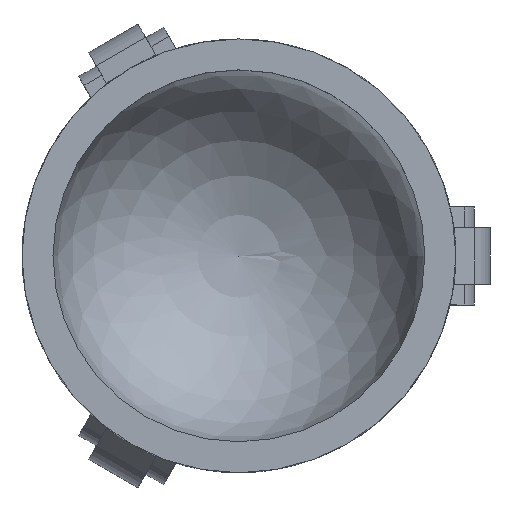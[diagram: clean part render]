
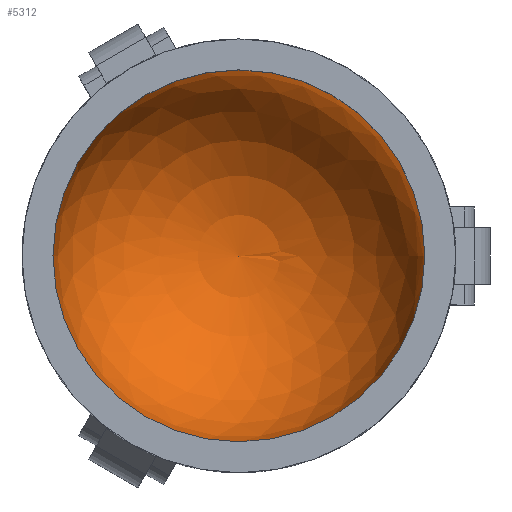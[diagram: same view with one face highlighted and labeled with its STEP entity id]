
A CAD part, top view. The second image highlights one B-rep face of the part: STEP entity #5312.
In plain terms, the highlighted spherical face has radius 18 mm.
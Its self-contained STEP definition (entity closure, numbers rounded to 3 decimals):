
#3369 = CYLINDRICAL_SURFACE('',#3370,18.);
#3370 = AXIS2_PLACEMENT_3D('',#3371,#3372,#3373);
#3371 = CARTESIAN_POINT('',(0.,0.,0.));
#3372 = DIRECTION('',(0.,0.,1.));
#3373 = DIRECTION('',(1.,0.,0.));
#5031 = EDGE_CURVE('',#5032,#5034,#5036,.T.);
#5032 = VERTEX_POINT('',#5033);
#5033 = CARTESIAN_POINT('',(-9.,-15.588,
    0.));
#5034 = VERTEX_POINT('',#5035);
#5035 = CARTESIAN_POINT('',(-9.,15.588,
    0.));
#5036 = SURFACE_CURVE('',#5037,(#5042,#5049),.PCURVE_S1.);
#5037 = CIRCLE('',#5038,18.);
#5038 = AXIS2_PLACEMENT_3D('',#5039,#5040,#5041);
#5039 = CARTESIAN_POINT('',(0.,0.,0.));
#5040 = DIRECTION('',(0.,0.,-1.));
#5041 = DIRECTION('',(1.,0.,0.));
#5042 = PCURVE('',#3369,#5043);
#5043 = DEFINITIONAL_REPRESENTATION('',(#5044),#5048);
#5044 = LINE('',#5045,#5046);
#5045 = CARTESIAN_POINT('',(0.,0.));
#5046 = VECTOR('',#5047,1.);
#5047 = DIRECTION('',(-1.,0.));
#5048 = ( GEOMETRIC_REPRESENTATION_CONTEXT(2) 
PARAMETRIC_REPRESENTATION_CONTEXT() REPRESENTATION_CONTEXT('2D SPACE',''
  ) );
#5049 = PCURVE('',#5050,#5055);
#5050 = SPHERICAL_SURFACE('',#5051,18.);
#5051 = AXIS2_PLACEMENT_3D('',#5052,#5053,#5054);
#5052 = CARTESIAN_POINT('',(0.,0.,0.));
#5053 = DIRECTION('',(0.,0.,1.));
#5054 = DIRECTION('',(1.,0.,0.));
#5055 = DEFINITIONAL_REPRESENTATION('',(#5056),#5060);
#5056 = LINE('',#5057,#5058);
#5057 = CARTESIAN_POINT('',(0.,0.));
#5058 = VECTOR('',#5059,1.);
#5059 = DIRECTION('',(-1.,0.));
#5060 = ( GEOMETRIC_REPRESENTATION_CONTEXT(2) 
PARAMETRIC_REPRESENTATION_CONTEXT() REPRESENTATION_CONTEXT('2D SPACE',''
  ) );
#5062 = EDGE_CURVE('',#5034,#5063,#5065,.T.);
#5063 = VERTEX_POINT('',#5064);
#5064 = CARTESIAN_POINT('',(18.,0.,0.));
#5065 = SURFACE_CURVE('',#5066,(#5071,#5078),.PCURVE_S1.);
#5066 = CIRCLE('',#5067,18.);
#5067 = AXIS2_PLACEMENT_3D('',#5068,#5069,#5070);
#5068 = CARTESIAN_POINT('',(0.,0.,0.));
#5069 = DIRECTION('',(0.,0.,-1.));
#5070 = DIRECTION('',(1.,0.,0.));
#5071 = PCURVE('',#3369,#5072);
#5072 = DEFINITIONAL_REPRESENTATION('',(#5073),#5077);
#5073 = LINE('',#5074,#5075);
#5074 = CARTESIAN_POINT('',(0.,0.));
#5075 = VECTOR('',#5076,1.);
#5076 = DIRECTION('',(-1.,0.));
#5077 = ( GEOMETRIC_REPRESENTATION_CONTEXT(2) 
PARAMETRIC_REPRESENTATION_CONTEXT() REPRESENTATION_CONTEXT('2D SPACE',''
  ) );
#5078 = PCURVE('',#5050,#5079);
#5079 = DEFINITIONAL_REPRESENTATION('',(#5080),#5084);
#5080 = LINE('',#5081,#5082);
#5081 = CARTESIAN_POINT('',(0.,0.));
#5082 = VECTOR('',#5083,1.);
#5083 = DIRECTION('',(-1.,0.));
#5084 = ( GEOMETRIC_REPRESENTATION_CONTEXT(2) 
PARAMETRIC_REPRESENTATION_CONTEXT() REPRESENTATION_CONTEXT('2D SPACE',''
  ) );
#5133 = EDGE_CURVE('',#5063,#5032,#5134,.T.);
#5134 = SURFACE_CURVE('',#5135,(#5140,#5147),.PCURVE_S1.);
#5135 = CIRCLE('',#5136,18.);
#5136 = AXIS2_PLACEMENT_3D('',#5137,#5138,#5139);
#5137 = CARTESIAN_POINT('',(0.,0.,0.));
#5138 = DIRECTION('',(0.,0.,-1.));
#5139 = DIRECTION('',(1.,0.,0.));
#5140 = PCURVE('',#3369,#5141);
#5141 = DEFINITIONAL_REPRESENTATION('',(#5142),#5146);
#5142 = LINE('',#5143,#5144);
#5143 = CARTESIAN_POINT('',(0.,0.));
#5144 = VECTOR('',#5145,1.);
#5145 = DIRECTION('',(-1.,0.));
#5146 = ( GEOMETRIC_REPRESENTATION_CONTEXT(2) 
PARAMETRIC_REPRESENTATION_CONTEXT() REPRESENTATION_CONTEXT('2D SPACE',''
  ) );
#5147 = PCURVE('',#5050,#5148);
#5148 = DEFINITIONAL_REPRESENTATION('',(#5149),#5153);
#5149 = LINE('',#5150,#5151);
#5150 = CARTESIAN_POINT('',(0.,0.));
#5151 = VECTOR('',#5152,1.);
#5152 = DIRECTION('',(-1.,0.));
#5153 = ( GEOMETRIC_REPRESENTATION_CONTEXT(2) 
PARAMETRIC_REPRESENTATION_CONTEXT() REPRESENTATION_CONTEXT('2D SPACE',''
  ) );
#5312 = ADVANCED_FACE('',(#5313),#5050,.F.);
#5313 = FACE_BOUND('',#5314,.T.);
#5314 = EDGE_LOOP('',(#5315,#5341,#5342,#5364,#5365,#5366,#5367));
#5315 = ORIENTED_EDGE('',*,*,#5316,.F.);
#5316 = EDGE_CURVE('',#5317,#5319,#5321,.T.);
#5317 = VERTEX_POINT('',#5318);
#5318 = CARTESIAN_POINT('',(0.,0.,-18.));
#5319 = VERTEX_POINT('',#5320);
#5320 = CARTESIAN_POINT('',(16.465,0.,
    -7.273));
#5321 = SEAM_CURVE('',#5322,(#5327,#5334),.PCURVE_S1.);
#5322 = CIRCLE('',#5323,18.);
#5323 = AXIS2_PLACEMENT_3D('',#5324,#5325,#5326);
#5324 = CARTESIAN_POINT('',(0.,0.,0.));
#5325 = DIRECTION('',(0.,-1.,0.));
#5326 = DIRECTION('',(1.,0.,0.));
#5327 = PCURVE('',#5050,#5328);
#5328 = DEFINITIONAL_REPRESENTATION('',(#5329),#5333);
#5329 = LINE('',#5330,#5331);
#5330 = CARTESIAN_POINT('',(0.,-6.283));
#5331 = VECTOR('',#5332,1.);
#5332 = DIRECTION('',(0.,1.));
#5333 = ( GEOMETRIC_REPRESENTATION_CONTEXT(2) 
PARAMETRIC_REPRESENTATION_CONTEXT() REPRESENTATION_CONTEXT('2D SPACE',''
  ) );
#5334 = PCURVE('',#5050,#5335);
#5335 = DEFINITIONAL_REPRESENTATION('',(#5336),#5340);
#5336 = LINE('',#5337,#5338);
#5337 = CARTESIAN_POINT('',(-6.283,-6.283));
#5338 = VECTOR('',#5339,1.);
#5339 = DIRECTION('',(0.,1.));
#5340 = ( GEOMETRIC_REPRESENTATION_CONTEXT(2) 
PARAMETRIC_REPRESENTATION_CONTEXT() REPRESENTATION_CONTEXT('2D SPACE',''
  ) );
#5341 = ORIENTED_EDGE('',*,*,#5316,.T.);
#5342 = ORIENTED_EDGE('',*,*,#5343,.T.);
#5343 = EDGE_CURVE('',#5319,#5063,#5344,.T.);
#5344 = SEAM_CURVE('',#5345,(#5350,#5357),.PCURVE_S1.);
#5345 = CIRCLE('',#5346,18.);
#5346 = AXIS2_PLACEMENT_3D('',#5347,#5348,#5349);
#5347 = CARTESIAN_POINT('',(0.,0.,0.));
#5348 = DIRECTION('',(0.,-1.,0.));
#5349 = DIRECTION('',(1.,0.,0.));
#5350 = PCURVE('',#5050,#5351);
#5351 = DEFINITIONAL_REPRESENTATION('',(#5352),#5356);
#5352 = LINE('',#5353,#5354);
#5353 = CARTESIAN_POINT('',(0.,-6.283));
#5354 = VECTOR('',#5355,1.);
#5355 = DIRECTION('',(0.,1.));
#5356 = ( GEOMETRIC_REPRESENTATION_CONTEXT(2) 
PARAMETRIC_REPRESENTATION_CONTEXT() REPRESENTATION_CONTEXT('2D SPACE',''
  ) );
#5357 = PCURVE('',#5050,#5358);
#5358 = DEFINITIONAL_REPRESENTATION('',(#5359),#5363);
#5359 = LINE('',#5360,#5361);
#5360 = CARTESIAN_POINT('',(-6.283,-6.283));
#5361 = VECTOR('',#5362,1.);
#5362 = DIRECTION('',(0.,1.));
#5363 = ( GEOMETRIC_REPRESENTATION_CONTEXT(2) 
PARAMETRIC_REPRESENTATION_CONTEXT() REPRESENTATION_CONTEXT('2D SPACE',''
  ) );
#5364 = ORIENTED_EDGE('',*,*,#5062,.F.);
#5365 = ORIENTED_EDGE('',*,*,#5031,.F.);
#5366 = ORIENTED_EDGE('',*,*,#5133,.F.);
#5367 = ORIENTED_EDGE('',*,*,#5343,.F.);
